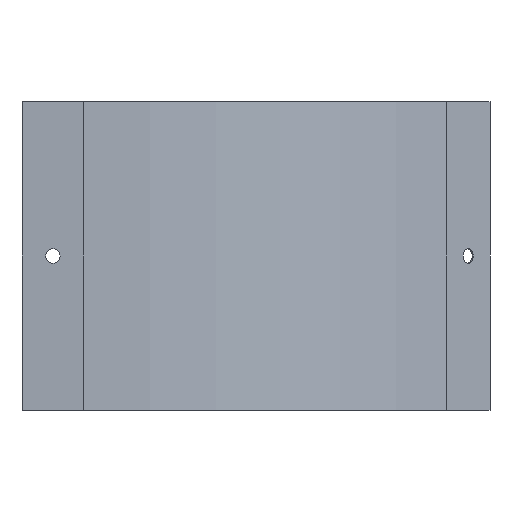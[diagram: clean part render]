
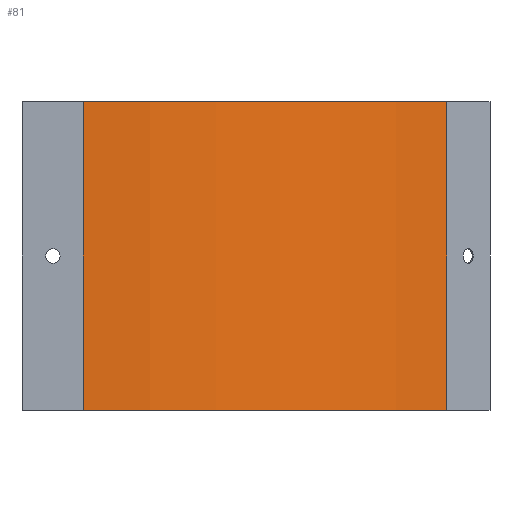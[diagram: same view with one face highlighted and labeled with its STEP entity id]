
A CAD part, front view. The second image highlights one B-rep face of the part: STEP entity #81.
In plain terms, the highlighted cylindrical face has radius 250 mm (diameter 500 mm), a partial arc.
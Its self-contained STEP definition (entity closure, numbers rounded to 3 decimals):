
#81 = ADVANCED_FACE ( 'NONE', ( #547 ), #551, .T. ) ;
#175 = AXIS2_PLACEMENT_3D ( 'NONE', #1231, #1235, #1242 ) ;
#224 = CARTESIAN_POINT ( 'NONE',  ( 29.792, -100., 0.8 ) ) ;
#226 = CARTESIAN_POINT ( 'NONE',  ( 29.792, -100., -149.2 ) ) ;
#249 = CARTESIAN_POINT ( 'NONE',  ( 206.569, -26.777, 0.8 ) ) ;
#282 = CARTESIAN_POINT ( 'NONE',  ( 206.569, -26.777, -149.2 ) ) ;
#547 = FACE_OUTER_BOUND ( 'NONE', #1115, .T. ) ;
#551 = CYLINDRICAL_SURFACE ( 'NONE', #175, 250. ) ;
#705 = CARTESIAN_POINT ( 'NONE',  ( 29.792, -100., 0.8 ) ) ;
#716 = DIRECTION ( 'NONE',  ( 0., 0., -1. ) ) ;
#720 = CARTESIAN_POINT ( 'NONE',  ( 29.792, 150., -149.2 ) ) ;
#721 = DIRECTION ( 'NONE',  ( 0., 0., 1. ) ) ;
#722 = DIRECTION ( 'NONE',  ( 1., 0., 0. ) ) ;
#723 = CARTESIAN_POINT ( 'NONE',  ( 29.792, 150., 0.8 ) ) ;
#724 = DIRECTION ( 'NONE',  ( 0., 0., 1. ) ) ;
#725 = DIRECTION ( 'NONE',  ( 1., 0., 0. ) ) ;
#889 = VERTEX_POINT ( 'NONE', #282 ) ;
#944 = VERTEX_POINT ( 'NONE', #226 ) ;
#946 = VERTEX_POINT ( 'NONE', #224 ) ;
#977 = VERTEX_POINT ( 'NONE', #1452 ) ;
#990 = ORIENTED_EDGE ( 'NONE', *, *, #1335, .T. ) ;
#991 = ORIENTED_EDGE ( 'NONE', *, *, #1338, .F. ) ;
#992 = ORIENTED_EDGE ( 'NONE', *, *, #1192, .F. ) ;
#993 = ORIENTED_EDGE ( 'NONE', *, *, #1337, .T. ) ;
#1115 = EDGE_LOOP ( 'NONE', ( #993, #992, #991, #990 ) ) ;
#1143 = AXIS2_PLACEMENT_3D ( 'NONE', #723, #724, #725 ) ;
#1144 = AXIS2_PLACEMENT_3D ( 'NONE', #720, #721, #722 ) ;
#1192 = EDGE_CURVE ( 'NONE', #977, #889, #1632, .T. ) ;
#1231 = CARTESIAN_POINT ( 'NONE',  ( 29.792, 150., 0.8 ) ) ;
#1235 = DIRECTION ( 'NONE',  ( 0., 0., -1. ) ) ;
#1242 = DIRECTION ( 'NONE',  ( -1., 0., 0. ) ) ;
#1335 = EDGE_CURVE ( 'NONE', #946, #944, #1702, .T. ) ;
#1337 = EDGE_CURVE ( 'NONE', #944, #889, #1706, .T. ) ;
#1338 = EDGE_CURVE ( 'NONE', #946, #977, #1708, .T. ) ;
#1452 = CARTESIAN_POINT ( 'NONE',  ( 206.569, -26.777, 0.8 ) ) ;
#1547 = DIRECTION ( 'NONE',  ( 0., 0., -1. ) ) ;
#1632 = LINE ( 'NONE', #249, #1640 ) ;
#1640 = VECTOR ( 'NONE', #1547, 1000. ) ;
#1702 = LINE ( 'NONE', #705, #1704 ) ;
#1704 = VECTOR ( 'NONE', #716, 1000. ) ;
#1706 = CIRCLE ( 'NONE', #1144, 250. ) ;
#1708 = CIRCLE ( 'NONE', #1143, 250. ) ;
